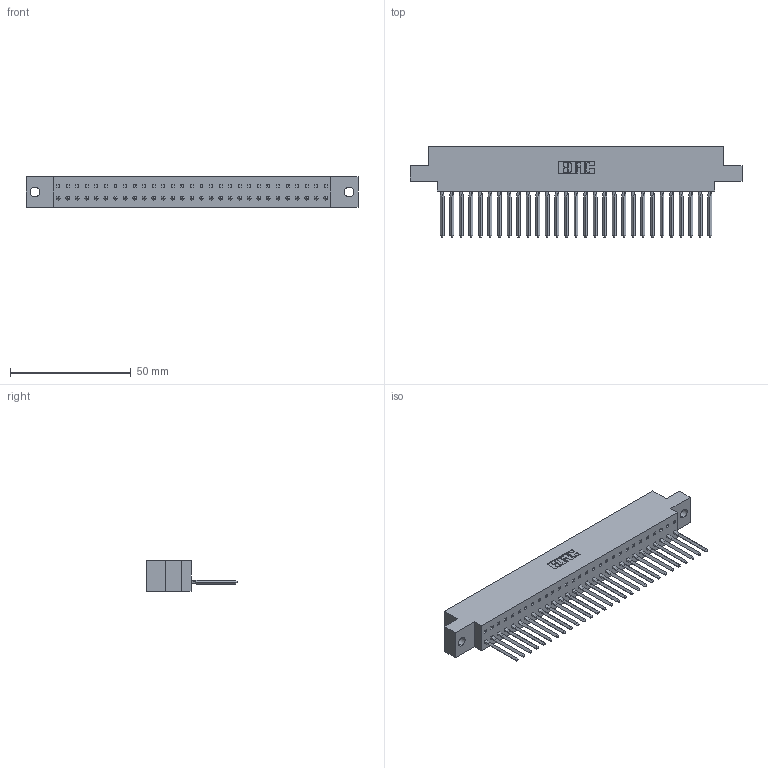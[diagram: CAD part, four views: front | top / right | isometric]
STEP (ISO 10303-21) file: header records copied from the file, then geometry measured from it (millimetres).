
FILE_DESCRIPTION (( 'STEP AP203' ), '1' );
FILE_NAME ('317-029-541-604.STEP', '2020-02-27T20:00:33', ( '' ), ( '' ), 'SwSTEP 2.0', 'SolidWorks 2016', '' );
FILE_SCHEMA (( 'CONFIG_CONTROL_DESIGN' ));
Length unit declared in the file: inch
Products named in the file (3): 317-029-541-604; 317-290-002_541; 317 Part_.156 Dia - TH
Assembly tree (30 placements, depth 2):
  317-029-541-604
    317 Part_.156 Dia - TH
    317-290-002_541  x29
Bounding box: 137.62 x 37.34 x 12.7 mm (x, y, z)
Volume: 21829.3 mm3; surface area: 30230.8 mm2
Topology: 30 solids, 30 shells, 4510 faces, 12861 edges, 8360 vertices
Faces by surface type: plane 3654, cylinder 740, bspline 116
Entity records: 44356 total; most frequent: CARTESIAN_POINT 8520, ORIENTED_EDGE 7802, DIRECTION 6399, EDGE_CURVE 3901, LINE 3537, VECTOR 3537, VERTEX_POINT 2592, AXIS2_PLACEMENT_3D 1431
